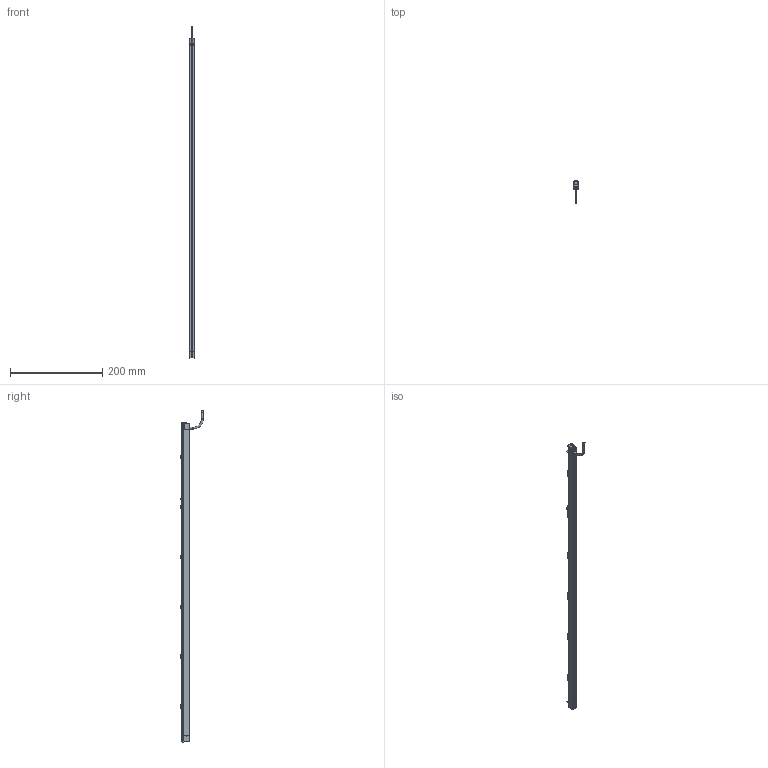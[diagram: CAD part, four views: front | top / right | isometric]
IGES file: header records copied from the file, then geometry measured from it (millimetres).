
Start section:  PTC IGES file: 229265_sm01.igs
Global section: file name: 229265_sm01.igs; native system: Creo Parametric by PTC Inc.; preprocessor: 2019292; author: PDMAdmin; organization: Unknown; date: 20220505.091846; units: millimetre
Bounding box: 12.81 x 49.18 x 718.11 mm (x, y, z)
Volume: 109954.4 mm3; surface area: 207772.8 mm2
Topology: 2 solids, 2 shells, 2532 faces, 12644 edges, 15487 vertices
Faces by surface type: bspline 1700, revolution 808, extrusion 24
